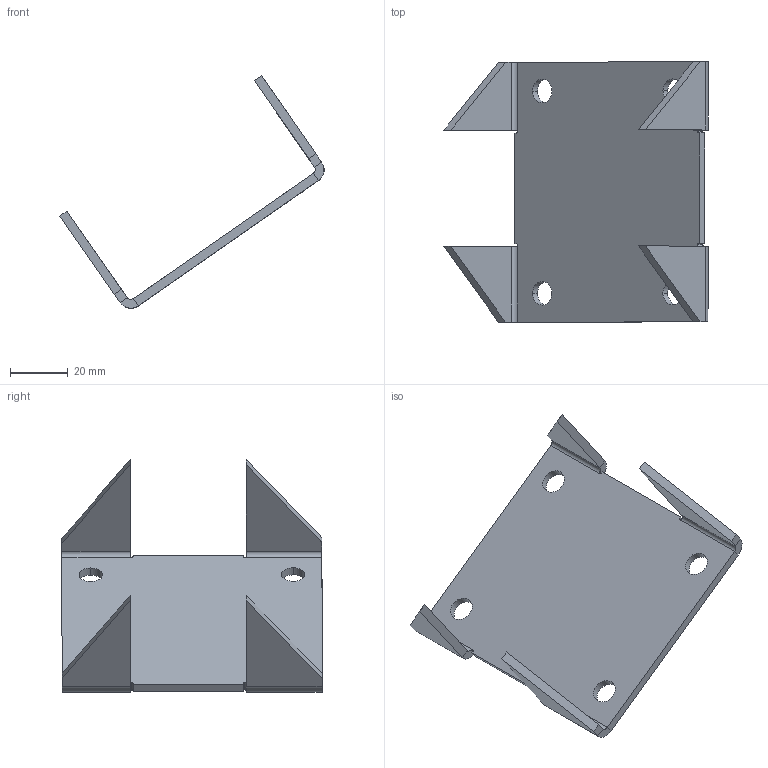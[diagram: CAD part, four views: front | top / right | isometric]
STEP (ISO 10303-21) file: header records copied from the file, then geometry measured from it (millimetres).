
FILE_DESCRIPTION(('Open CASCADE Model'),'2;1');
FILE_NAME('Open CASCADE Shape Model','2017-03-17T23:05:36',('Author'),( 'Open CASCADE'),'Open CASCADE STEP processor 6.8','Open CASCADE 6.8' ,'Unknown');
FILE_SCHEMA(('AUTOMOTIVE_DESIGN_CC2 { 1 2 10303 214 -1 1 5 4 }'));
Length unit declared in the file: millimetre
Products named in the file (1): Open CASCADE STEP translator 6.8 1282
Bounding box: 91.43 x 90.03 x 80.49 mm (x, y, z)
Surface area: 20436.3 mm2 (no closed solid volume)
Topology: 0 solids, 1 shells, 62 faces, 156 edges, 96 vertices
Faces by surface type: plane 38, cylinder 20, bspline 4
Entity records: 6926 total; most frequent: CARTESIAN_POINT 3983, DIRECTION 486, ORIENTED_EDGE 312, PCURVE 312, DEFINITIONAL_REPRESENTATION 312, LINE 268, VECTOR 268, EDGE_CURVE 156
